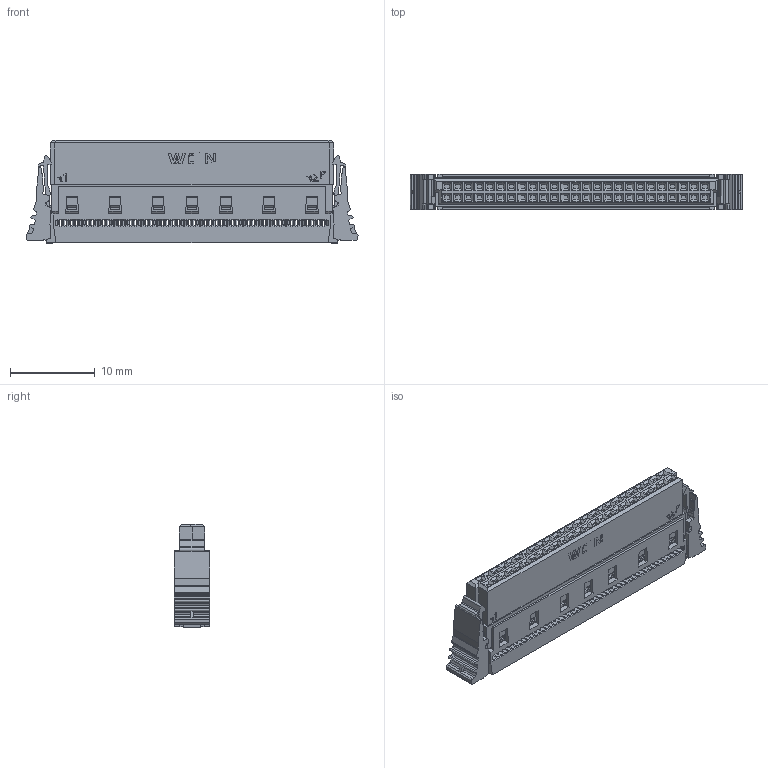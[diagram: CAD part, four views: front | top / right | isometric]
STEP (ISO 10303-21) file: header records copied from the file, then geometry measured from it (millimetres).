
FILE_DESCRIPTION( ('This file contains a STEP AP42 implementation' ,'as created by ZW3D STEP Interface translator.') ,'2;1' );
FILE_NAME( '3911-050US1WA1W.step' ,'23 327.1550 9', (''), ('ZWCAD Software Co.'), 'Version 1.0', 'ZW3D to STEP translator', '' );
FILE_SCHEMA(('AUTOMOTIVE_DESIGN { 1 0 10303 214 1 1 1 1 }'));
Length unit declared in the file: millimetre
Products named in the file (2): 0; 3911-050US1WA1
Bounding box: 39.25 x 4.2 x 12.2 mm (x, y, z)
Volume: 1237 mm3
Topology: 2 solids, 3 shells, 4154 faces, 11887 edges, 7750 vertices
Faces by surface type: plane 2860, cylinder 962, bspline 232, cone 100
Entity records: 155730 total; most frequent: CARTESIAN_POINT 51194, ORIENTED_EDGE 23778, DIRECTION 16749, EDGE_CURVE 11889, VERTEX_POINT 7750, VECTOR 5635, LINE 5635, AXIS2_PLACEMENT_3D 5557
